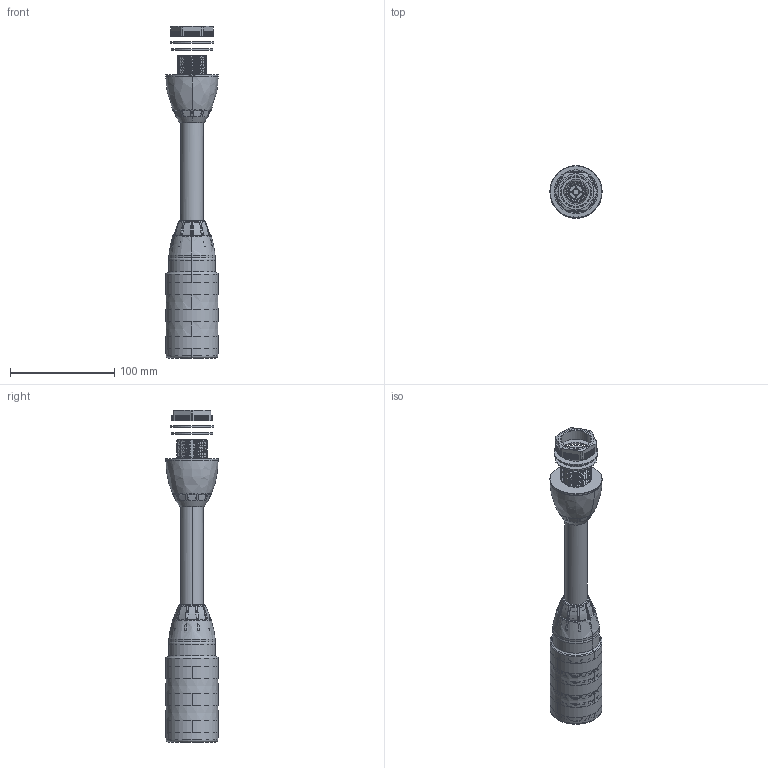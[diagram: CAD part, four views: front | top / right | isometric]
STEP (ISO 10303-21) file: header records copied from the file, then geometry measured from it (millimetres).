
FILE_DESCRIPTION((''),'2;1');
FILE_NAME('199774_ASM','2017-06-21T',('PDMAdmin'),('BANNER ENGINEERING'),'CREO PARAMETRIC BY PTC INC, 2016260','CREO PARAMETRIC BY PTC INC, 2016260','');
FILE_SCHEMA(('CONFIG_CONTROL_DESIGN'));
Products named in the file (16): 191131; 200771_GENERIC; 131922; 159072; 62676; 62677; CABLE_215; 158231_WEB; 158948; 158946; 160288_ASM; 191129; 144285; 27772; 08249; 199774_ASM
Assembly tree (18 placements, depth 3):
  199774_ASM
    191131
    200771_GENERIC
    131922
    160288_ASM
      159072
      62676
      62677
      CABLE_215
      158231_WEB  x3
      158948  x2
      158946
    191129
    144285
    27772
    08249
Bounding box: 50.01 x 50.01 x 318.09 mm (x, y, z)
Volume: 142464.5 mm3; surface area: 143828.9 mm2
Topology: 17 solids, 18 shells, 2051 faces, 5617 edges, 3662 vertices
Faces by surface type: plane 740, cylinder 629, bspline 383, cone 203, torus 92, sphere 4
Entity records: 140505 total; most frequent: CARTESIAN_POINT 99691, ORIENTED_EDGE 9398, DIRECTION 7174, EDGE_CURVE 4701, VERTEX_POINT 3058, AXIS2_PLACEMENT_3D 2630, VECTOR 1914, LINE 1914
